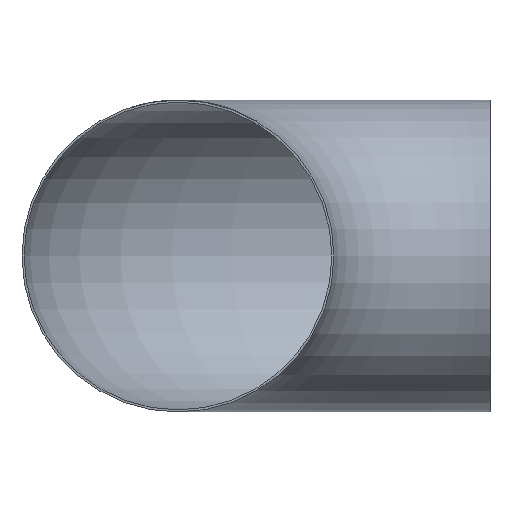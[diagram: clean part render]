
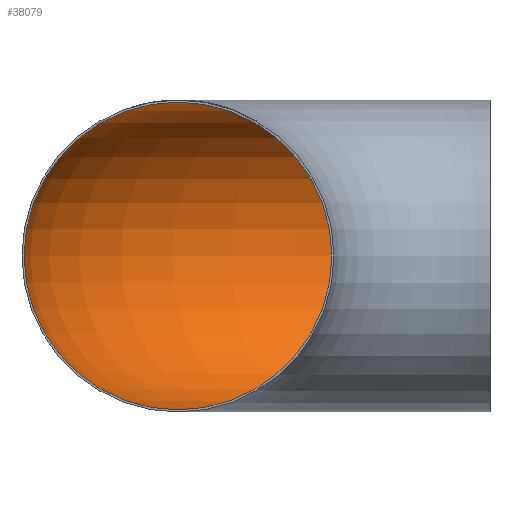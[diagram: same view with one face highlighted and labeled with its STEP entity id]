
A CAD part, front view. The second image highlights one B-rep face of the part: STEP entity #38079.
In plain terms, the highlighted toroidal (fillet/blend) face has major radius 610 mm and minor radius 300.8 mm.
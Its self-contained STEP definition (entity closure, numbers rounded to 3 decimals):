
#4617 = AXIS2_PLACEMENT_3D ( 'NONE', #26059, #32262, #35257 ) ;
#5639 = CARTESIAN_POINT ( 'NONE',  ( 0., 910.8, 0. ) ) ;
#9038 = CARTESIAN_POINT ( 'NONE',  ( -610., 0., 300.8 ) ) ;
#10064 = EDGE_LOOP ( 'NONE', ( #13691 ) ) ;
#10956 = CARTESIAN_POINT ( 'NONE',  ( -610., 0., 0. ) ) ;
#13092 = FACE_OUTER_BOUND ( 'NONE', #10064, .T. ) ;
#13691 = ORIENTED_EDGE ( 'NONE', *, *, #34633, .F. ) ;
#14145 = DIRECTION ( 'NONE',  ( 0., 0., 1. ) ) ;
#14152 = AXIS2_PLACEMENT_3D ( 'NONE', #10956, #29736, #14145 ) ;
#16666 = CIRCLE ( 'NONE', #14152, 300.8 ) ;
#17909 = EDGE_CURVE ( 'NONE', #32603, #32603, #21819, .T. ) ;
#19666 = DIRECTION ( 'NONE',  ( 0., 0., -1. ) ) ;
#21394 = AXIS2_PLACEMENT_3D ( 'NONE', #34282, #19666, #25272 ) ;
#21819 = CIRCLE ( 'NONE', #4617, 300.8 ) ;
#22074 = FACE_OUTER_BOUND ( 'NONE', #25268, .T. ) ;
#25268 = EDGE_LOOP ( 'NONE', ( #33318 ) ) ;
#25272 = DIRECTION ( 'NONE',  ( -1., 0., 0. ) ) ;
#26059 = CARTESIAN_POINT ( 'NONE',  ( 0., 610., 0. ) ) ;
#27146 = TOROIDAL_SURFACE ( 'NONE', #21394, 610., 300.8 ) ;
#29736 = DIRECTION ( 'NONE',  ( 0., 1., 0. ) ) ;
#32262 = DIRECTION ( 'NONE',  ( 1., 0., 0. ) ) ;
#32603 = VERTEX_POINT ( 'NONE', #5639 ) ;
#33318 = ORIENTED_EDGE ( 'NONE', *, *, #17909, .T. ) ;
#34282 = CARTESIAN_POINT ( 'NONE',  ( 0., 0., 0. ) ) ;
#34633 = EDGE_CURVE ( 'NONE', #35795, #35795, #16666, .T. ) ;
#35257 = DIRECTION ( 'NONE',  ( 0., 1., 0. ) ) ;
#35795 = VERTEX_POINT ( 'NONE', #9038 ) ;
#38079 = ADVANCED_FACE ( 'NONE', ( #22074, #13092 ), #27146, .F. ) ;
